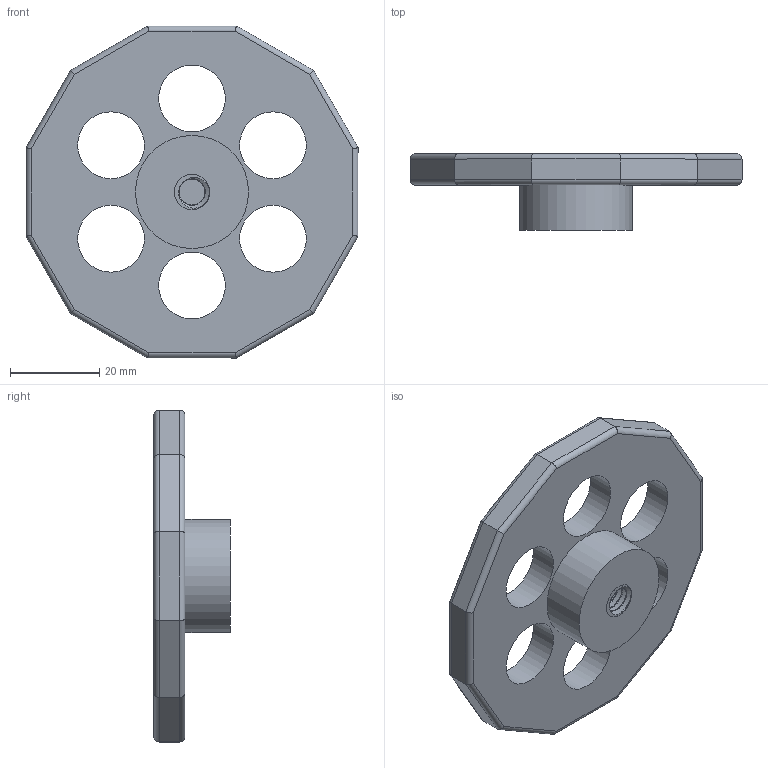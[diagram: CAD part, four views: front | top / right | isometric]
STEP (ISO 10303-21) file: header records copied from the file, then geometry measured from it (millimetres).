
FILE_DESCRIPTION(/* description */ (''),/* implementation_level */ '2;1');
FILE_NAME(/* name */ 'Tensile_test_OV-PAM_n_12_top.stp',/* time_stamp */ '2023-09-07T11:26:03+09:00',/* author */ ('jsw'),/* organization */ (''),/* preprocessor_version */ 'ST-DEVELOPER v19.2',/* originating_system */ 'Autodesk Inventor 2024',/* authorisation */ '');
FILE_SCHEMA (('AUTOMOTIVE_DESIGN { 1 0 10303 214 3 1 1 }'));
Length unit declared in the file: millimetre
Products named in the file (1): OV-PAM_n_12_bottom
Bounding box: 74.55 x 17.16 x 74.55 mm (x, y, z)
Volume: 26382.3 mm3; surface area: 12207.7 mm2
Topology: 2 solids, 2 shells, 91 faces, 225 edges, 142 vertices
Faces by surface type: plane 44, cylinder 41, bspline 6
Full cylindrical faces by diameter (mm): 5.845 x6, 7.938 x2, 15 x6, 25.4 x1
Entity records: 6239 total; most frequent: CARTESIAN_POINT 4061, ORIENTED_EDGE 450, DIRECTION 408, EDGE_CURVE 225, LINE 148, VECTOR 148, VERTEX_POINT 142, AXIS2_PLACEMENT_3D 130
